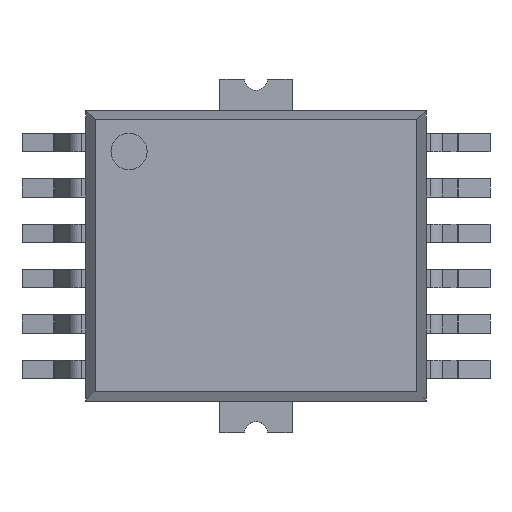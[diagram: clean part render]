
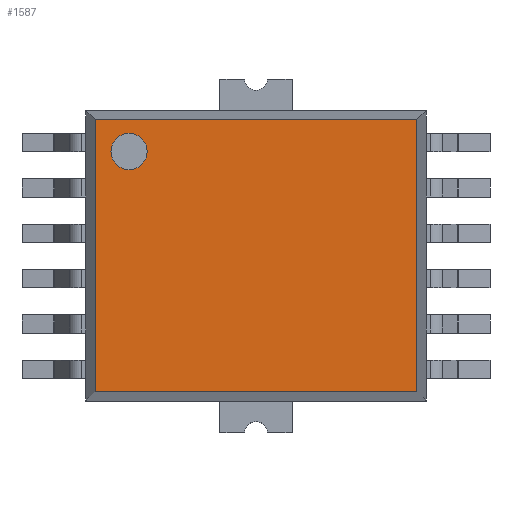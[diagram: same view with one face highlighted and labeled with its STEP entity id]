
A CAD part, top view. The second image highlights one B-rep face of the part: STEP entity #1587.
In plain terms, the highlighted planar face has unit normal (0, 0, 1).
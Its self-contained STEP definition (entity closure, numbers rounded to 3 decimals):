
#671 = VERTEX_POINT('',#672);
#672 = CARTESIAN_POINT('',(3.55,-3.,2.6));
#680 = VERTEX_POINT('',#681);
#681 = CARTESIAN_POINT('',(-3.55,-3.,2.6));
#687 = EDGE_CURVE('',#671,#680,#688,.T.);
#688 = LINE('',#689,#690);
#689 = CARTESIAN_POINT('',(3.75,-3.,2.6));
#690 = VECTOR('',#691,1.);
#691 = DIRECTION('',(-1.,0.,0.));
#1375 = VERTEX_POINT('',#1376);
#1376 = CARTESIAN_POINT('',(3.55,3.,2.6));
#1478 = EDGE_CURVE('',#1375,#671,#1479,.T.);
#1479 = LINE('',#1480,#1481);
#1480 = CARTESIAN_POINT('',(3.55,3.2,2.6));
#1481 = VECTOR('',#1482,1.);
#1482 = DIRECTION('',(0.,-1.,0.));
#1587 = ADVANCED_FACE('',(#1588,#1606),#1617,.T.);
#1588 = FACE_BOUND('',#1589,.T.);
#1589 = EDGE_LOOP('',(#1590,#1598,#1604,#1605));
#1590 = ORIENTED_EDGE('',*,*,#1591,.F.);
#1591 = EDGE_CURVE('',#1592,#1375,#1594,.T.);
#1592 = VERTEX_POINT('',#1593);
#1593 = CARTESIAN_POINT('',(-3.55,3.,2.6));
#1594 = LINE('',#1595,#1596);
#1595 = CARTESIAN_POINT('',(-3.75,3.,2.6));
#1596 = VECTOR('',#1597,1.);
#1597 = DIRECTION('',(1.,0.,0.));
#1598 = ORIENTED_EDGE('',*,*,#1599,.F.);
#1599 = EDGE_CURVE('',#680,#1592,#1600,.T.);
#1600 = LINE('',#1601,#1602);
#1601 = CARTESIAN_POINT('',(-3.55,-3.2,2.6));
#1602 = VECTOR('',#1603,1.);
#1603 = DIRECTION('',(0.,1.,0.));
#1604 = ORIENTED_EDGE('',*,*,#687,.F.);
#1605 = ORIENTED_EDGE('',*,*,#1478,.F.);
#1606 = FACE_BOUND('',#1607,.T.);
#1607 = EDGE_LOOP('',(#1608));
#1608 = ORIENTED_EDGE('',*,*,#1609,.F.);
#1609 = EDGE_CURVE('',#1610,#1610,#1612,.T.);
#1610 = VERTEX_POINT('',#1611);
#1611 = CARTESIAN_POINT('',(-2.4,2.3,2.6));
#1612 = CIRCLE('',#1613,0.4);
#1613 = AXIS2_PLACEMENT_3D('',#1614,#1615,#1616);
#1614 = CARTESIAN_POINT('',(-2.8,2.3,2.6));
#1615 = DIRECTION('',(0.,0.,1.));
#1616 = DIRECTION('',(1.,0.,0.));
#1617 = PLANE('',#1618);
#1618 = AXIS2_PLACEMENT_3D('',#1619,#1620,#1621);
#1619 = CARTESIAN_POINT('',(-3.75,3.2,2.6));
#1620 = DIRECTION('',(0.,0.,1.));
#1621 = DIRECTION('',(1.,0.,0.));
